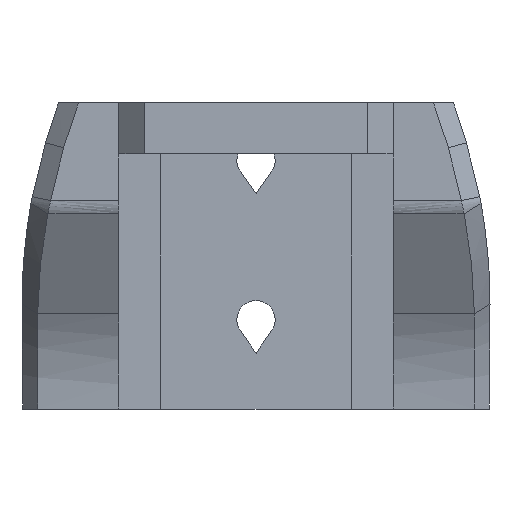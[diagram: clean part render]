
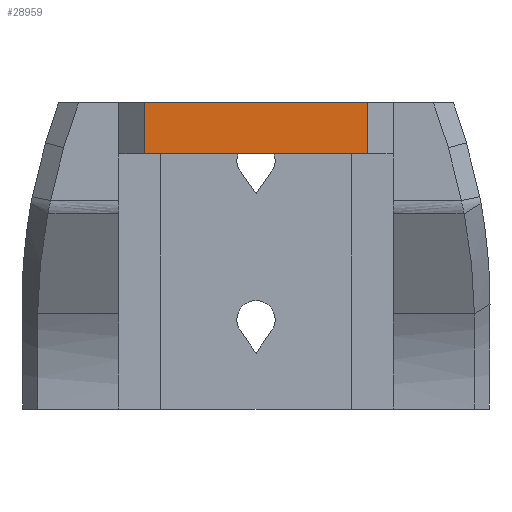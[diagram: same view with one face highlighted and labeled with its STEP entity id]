
A CAD part, left-side view. The second image highlights one B-rep face of the part: STEP entity #28959.
In plain terms, the highlighted planar face has unit normal (-1, 0, 0).
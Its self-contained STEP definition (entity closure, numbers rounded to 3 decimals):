
#274 = PLANE('',#275);
#275 = AXIS2_PLACEMENT_3D('',#276,#277,#278);
#276 = CARTESIAN_POINT('',(13.,31.032,56.));
#277 = DIRECTION('',(0.,0.,1.));
#278 = DIRECTION('',(1.,0.,-0.));
#8910 = PLANE('',#8911);
#8911 = AXIS2_PLACEMENT_3D('',#8912,#8913,#8914);
#8912 = CARTESIAN_POINT('',(13.,21.5,48.));
#8913 = DIRECTION('',(-0.,0.,1.));
#8914 = DIRECTION('',(1.,0.,0.));
#9288 = PLANE('',#9289);
#9289 = AXIS2_PLACEMENT_3D('',#9290,#9291,#9292);
#9290 = CARTESIAN_POINT('',(-14.5,17.5,56.));
#9291 = DIRECTION('',(-0.707,0.707,0.));
#9292 = DIRECTION('',(-0.707,-0.707,0.));
#12461 = EDGE_CURVE('',#12462,#12464,#12466,.T.);
#12462 = VERTEX_POINT('',#12463);
#12463 = CARTESIAN_POINT('',(-14.5,17.5,56.));
#12464 = VERTEX_POINT('',#12465);
#12465 = CARTESIAN_POINT('',(-14.5,17.5,48.));
#12466 = SURFACE_CURVE('',#12467,(#12471,#12478),.PCURVE_S1.);
#12467 = LINE('',#12468,#12469);
#12468 = CARTESIAN_POINT('',(-14.5,17.5,56.));
#12469 = VECTOR('',#12470,1.);
#12470 = DIRECTION('',(0.,0.,-1.));
#12471 = PCURVE('',#9288,#12472);
#12472 = DEFINITIONAL_REPRESENTATION('',(#12473),#12477);
#12473 = LINE('',#12474,#12475);
#12474 = CARTESIAN_POINT('',(-0.,0.));
#12475 = VECTOR('',#12476,1.);
#12476 = DIRECTION('',(-0.,-1.));
#12477 = ( GEOMETRIC_REPRESENTATION_CONTEXT(2) 
PARAMETRIC_REPRESENTATION_CONTEXT() REPRESENTATION_CONTEXT('2D SPACE',''
  ) );
#12478 = PCURVE('',#12479,#12484);
#12479 = PLANE('',#12480);
#12480 = AXIS2_PLACEMENT_3D('',#12481,#12482,#12483);
#12481 = CARTESIAN_POINT('',(-14.5,0.,56.));
#12482 = DIRECTION('',(1.,-0.,0.));
#12483 = DIRECTION('',(-0.,0.,1.));
#12484 = DEFINITIONAL_REPRESENTATION('',(#12485),#12489);
#12485 = LINE('',#12486,#12487);
#12486 = CARTESIAN_POINT('',(0.,-17.5));
#12487 = VECTOR('',#12488,1.);
#12488 = DIRECTION('',(-1.,-0.));
#12489 = ( GEOMETRIC_REPRESENTATION_CONTEXT(2) 
PARAMETRIC_REPRESENTATION_CONTEXT() REPRESENTATION_CONTEXT('2D SPACE',''
  ) );
#12542 = EDGE_CURVE('',#12543,#12462,#12545,.T.);
#12543 = VERTEX_POINT('',#12544);
#12544 = CARTESIAN_POINT('',(-14.5,-17.5,56.));
#12545 = SURFACE_CURVE('',#12546,(#12550,#12557),.PCURVE_S1.);
#12546 = LINE('',#12547,#12548);
#12547 = CARTESIAN_POINT('',(-14.5,0.,56.));
#12548 = VECTOR('',#12549,1.);
#12549 = DIRECTION('',(0.,1.,0.));
#12550 = PCURVE('',#274,#12551);
#12551 = DEFINITIONAL_REPRESENTATION('',(#12552),#12556);
#12552 = LINE('',#12553,#12554);
#12553 = CARTESIAN_POINT('',(-27.5,-31.032));
#12554 = VECTOR('',#12555,1.);
#12555 = DIRECTION('',(0.,1.));
#12556 = ( GEOMETRIC_REPRESENTATION_CONTEXT(2) 
PARAMETRIC_REPRESENTATION_CONTEXT() REPRESENTATION_CONTEXT('2D SPACE',''
  ) );
#12557 = PCURVE('',#12479,#12558);
#12558 = DEFINITIONAL_REPRESENTATION('',(#12559),#12563);
#12559 = LINE('',#12560,#12561);
#12560 = CARTESIAN_POINT('',(0.,0.));
#12561 = VECTOR('',#12562,1.);
#12562 = DIRECTION('',(0.,-1.));
#12563 = ( GEOMETRIC_REPRESENTATION_CONTEXT(2) 
PARAMETRIC_REPRESENTATION_CONTEXT() REPRESENTATION_CONTEXT('2D SPACE',''
  ) );
#12581 = PLANE('',#12582);
#12582 = AXIS2_PLACEMENT_3D('',#12583,#12584,#12585);
#12583 = CARTESIAN_POINT('',(-14.5,-17.5,56.));
#12584 = DIRECTION('',(-0.707,-0.707,0.));
#12585 = DIRECTION('',(0.707,-0.707,0.));
#19628 = EDGE_CURVE('',#12543,#19629,#19631,.T.);
#19629 = VERTEX_POINT('',#19630);
#19630 = CARTESIAN_POINT('',(-14.5,-17.5,48.));
#19631 = SURFACE_CURVE('',#19632,(#19636,#19643),.PCURVE_S1.);
#19632 = LINE('',#19633,#19634);
#19633 = CARTESIAN_POINT('',(-14.5,-17.5,56.));
#19634 = VECTOR('',#19635,1.);
#19635 = DIRECTION('',(-0.,-0.,-1.));
#19636 = PCURVE('',#12581,#19637);
#19637 = DEFINITIONAL_REPRESENTATION('',(#19638),#19642);
#19638 = LINE('',#19639,#19640);
#19639 = CARTESIAN_POINT('',(0.,0.));
#19640 = VECTOR('',#19641,1.);
#19641 = DIRECTION('',(0.,-1.));
#19642 = ( GEOMETRIC_REPRESENTATION_CONTEXT(2) 
PARAMETRIC_REPRESENTATION_CONTEXT() REPRESENTATION_CONTEXT('2D SPACE',''
  ) );
#19643 = PCURVE('',#12479,#19644);
#19644 = DEFINITIONAL_REPRESENTATION('',(#19645),#19649);
#19645 = LINE('',#19646,#19647);
#19646 = CARTESIAN_POINT('',(0.,17.5));
#19647 = VECTOR('',#19648,1.);
#19648 = DIRECTION('',(-1.,0.));
#19649 = ( GEOMETRIC_REPRESENTATION_CONTEXT(2) 
PARAMETRIC_REPRESENTATION_CONTEXT() REPRESENTATION_CONTEXT('2D SPACE',''
  ) );
#28625 = EDGE_CURVE('',#12464,#19629,#28626,.T.);
#28626 = SURFACE_CURVE('',#28627,(#28631,#28638),.PCURVE_S1.);
#28627 = LINE('',#28628,#28629);
#28628 = CARTESIAN_POINT('',(-14.5,0.,48.));
#28629 = VECTOR('',#28630,1.);
#28630 = DIRECTION('',(0.,-1.,0.));
#28631 = PCURVE('',#8910,#28632);
#28632 = DEFINITIONAL_REPRESENTATION('',(#28633),#28637);
#28633 = LINE('',#28634,#28635);
#28634 = CARTESIAN_POINT('',(-27.5,-21.5));
#28635 = VECTOR('',#28636,1.);
#28636 = DIRECTION('',(0.,-1.));
#28637 = ( GEOMETRIC_REPRESENTATION_CONTEXT(2) 
PARAMETRIC_REPRESENTATION_CONTEXT() REPRESENTATION_CONTEXT('2D SPACE',''
  ) );
#28638 = PCURVE('',#12479,#28639);
#28639 = DEFINITIONAL_REPRESENTATION('',(#28640),#28644);
#28640 = LINE('',#28641,#28642);
#28641 = CARTESIAN_POINT('',(-8.,-0.));
#28642 = VECTOR('',#28643,1.);
#28643 = DIRECTION('',(0.,1.));
#28644 = ( GEOMETRIC_REPRESENTATION_CONTEXT(2) 
PARAMETRIC_REPRESENTATION_CONTEXT() REPRESENTATION_CONTEXT('2D SPACE',''
  ) );
#28959 = ADVANCED_FACE('',(#28960),#12479,.F.);
#28960 = FACE_BOUND('',#28961,.T.);
#28961 = EDGE_LOOP('',(#28962,#28963,#28964,#28965));
#28962 = ORIENTED_EDGE('',*,*,#12542,.T.);
#28963 = ORIENTED_EDGE('',*,*,#12461,.T.);
#28964 = ORIENTED_EDGE('',*,*,#28625,.T.);
#28965 = ORIENTED_EDGE('',*,*,#19628,.F.);
